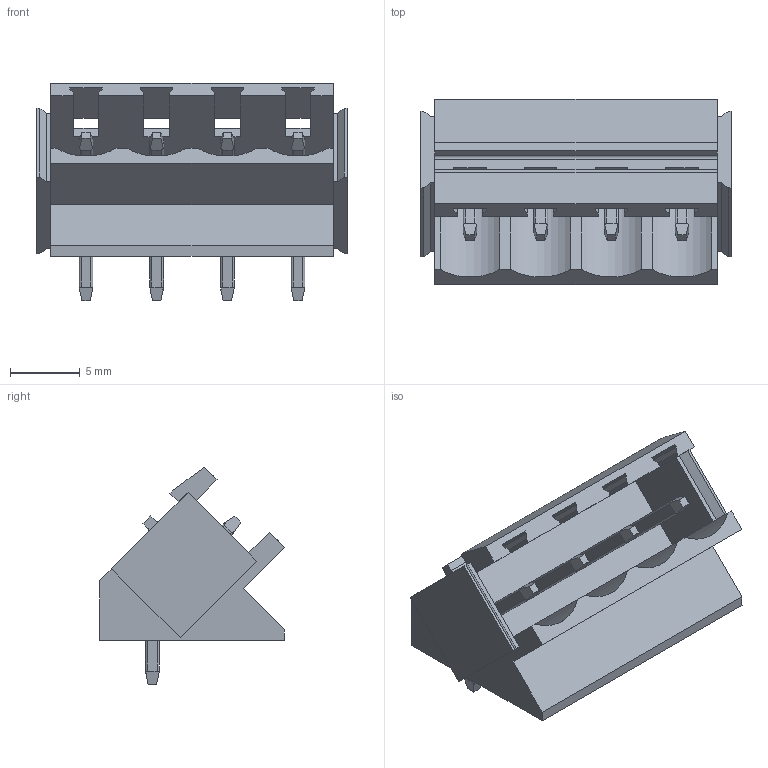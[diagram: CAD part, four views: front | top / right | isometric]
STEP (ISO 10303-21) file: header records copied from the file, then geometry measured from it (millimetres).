
FILE_DESCRIPTION(('CATIA V5 STEP Exchange','CAx-IF Rec.Pracs.--- Model Styling and Organization---1.2---2011-12-15'),'2;1');
FILE_NAME ('D1453234_0_1605550000_1605550000.stp','2018-10-10T05:02:29+00:00',('none'),('Weidmueller'),'CATIA Version 5-6 Release 2014','CATIA V5 STEP AP214','none');
FILE_SCHEMA(('AUTOMOTIVE_DESIGN { 1 0 10303 214 1 1 1 1 }'));
Length unit declared in the file: millimetre
Products named in the file (1): 1605550000
Bounding box: 22.32 x 13.3 x 15.67 mm (x, y, z)
Volume: 1342.5 mm3; surface area: 1950.2 mm2
Topology: 5 solids, 5 shells, 242 faces, 660 edges, 420 vertices
Faces by surface type: plane 172, cylinder 70
Entity records: 8332 total; most frequent: CARTESIAN_POINT 2662, ORIENTED_EDGE 1320, DIRECTION 910, EDGE_CURVE 660, VECTOR 520, LINE 520, VERTEX_POINT 420, EDGE_LOOP 250
